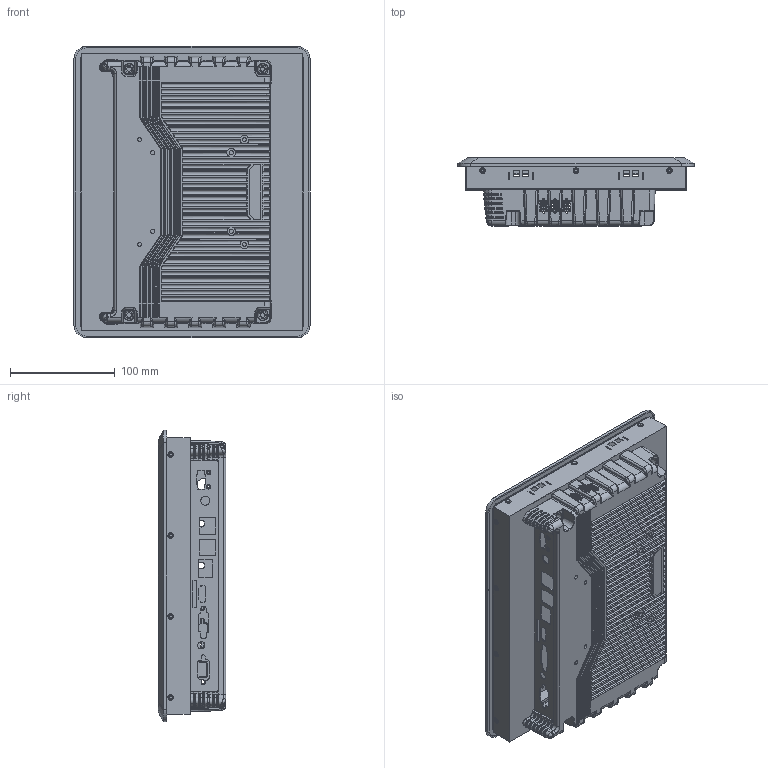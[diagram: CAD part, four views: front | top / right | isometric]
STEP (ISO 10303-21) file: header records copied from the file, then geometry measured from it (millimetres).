
FILE_DESCRIPTION((''),'2;1');
FILE_NAME('0-10_4INCH_CTX_ASM_172_ASM','2024-06-11T16:39:52',('Administrator'),(''),'CREO PARAMETRIC BY PTC INC, 2022164','CREO PARAMETRIC BY PTC INC, 2022164','');
FILE_SCHEMA(('AUTOMOTIVE_DESIGN { 1 0 10303 214 1 1 1 1 }'));
Products named in the file (13): 10_4INCH_QD00_36; TP_36_003_1000084_12; FRONT_PART_10_4INCH_CTX_ASM_16_ASM; MEDIUM_PANEL_10_4_CTX_34; MEDIUM_PANEL_10_4_CTX_ASM_24_ASM; UP_IO_PANEL__12_CT0002_16; UP_IO_PANEL__12_CT0001_ASM_32_ASM; DOWN_IO_PANEL_CX-J1900_10; CLS-M2-1_6; DOWN_IO_PANEL_CX-J1900_ASM_6_ASM; 10_1T00001_2; X86_CX_J1900_PART_ASM_9_ASM; 0-10_4INCH_CTX_ASM_172_ASM
Assembly tree (13 placements, depth 4):
  0-10_4INCH_CTX_ASM_172_ASM
    FRONT_PART_10_4INCH_CTX_ASM_16_ASM
      10_4INCH_QD00_36
      TP_36_003_1000084_12
    X86_CX_J1900_PART_ASM_9_ASM
      MEDIUM_PANEL_10_4_CTX_ASM_24_ASM
        MEDIUM_PANEL_10_4_CTX_34
      UP_IO_PANEL__12_CT0001_ASM_32_ASM
        UP_IO_PANEL__12_CT0002_16
      DOWN_IO_PANEL_CX-J1900_ASM_6_ASM
        DOWN_IO_PANEL_CX-J1900_10
        CLS-M2-1_6  x2
      10_1T00001_2
Bounding box: 225.3 x 64.5 x 277.9 mm (x, y, z)
Volume: 572420.3 mm3; surface area: 457670 mm2
Topology: 8 solids, 9 shells, 3340 faces, 8488 edges, 5165 vertices
Faces by surface type: cylinder 1262, plane 1081, bspline 408, torus 369, cone 196, sphere 20, extrusion 4
Entity records: 153430 total; most frequent: CARTESIAN_POINT 53083, ORIENTED_EDGE 16764, DIRECTION 15240, EDGE_CURVE 8390, AXIS2_PLACEMENT_3D 5480, VERTEX_POINT 5147, VECTOR 4280, LINE 4276
